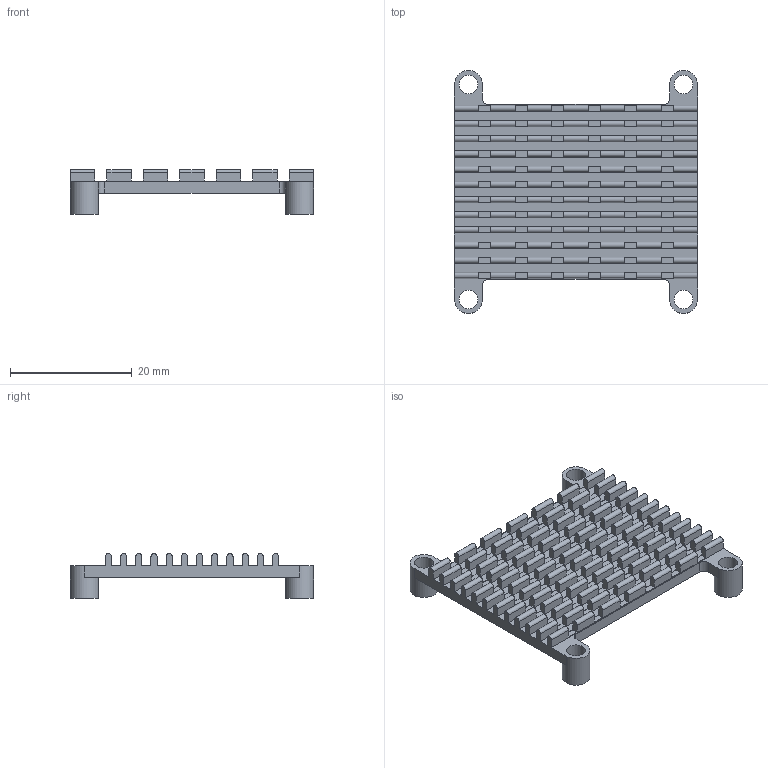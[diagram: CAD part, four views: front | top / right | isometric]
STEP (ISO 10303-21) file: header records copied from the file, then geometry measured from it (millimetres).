
FILE_DESCRIPTION(/* description */ (''),/* implementation_level */ '2;1');
FILE_NAME(/* name */ 'NanoPi_NEO_Heatsink',/* time_stamp */ '2019-10-29T18:47:14+01:00',/* author */ ('Alexander Kirchner'),/* organization */ ('Alexander Kirchner Produktentwicklung e.U.'),/* preprocessor_version */ 'ST-DEVELOPER v16',/* originating_system */ 'DEX',/* authorisation */ $);
FILE_SCHEMA (('AUTOMOTIVE_DESIGN {1 0 10303 214 3 1 1}'));
Length unit declared in the file: millimetre
Products named in the file (1): Heatsink
Bounding box: 40 x 40 x 7.4 mm (x, y, z)
Volume: 3088.9 mm3; surface area: 4706.4 mm2
Topology: 1 solids, 1 shells, 362 faces, 1076 edges, 716 vertices
Faces by surface type: plane 266, cylinder 96
Full cylindrical faces by diameter (mm): 3.1 x4, 4.6 x4
Entity records: 14598 total; most frequent: CARTESIAN_POINT 2147, ORIENTED_EDGE 2136, DIRECTION 1990, EDGE_CURVE 1068, LINE 872, VECTOR 872, VERTEX_POINT 716, AXIS2_PLACEMENT_3D 559
